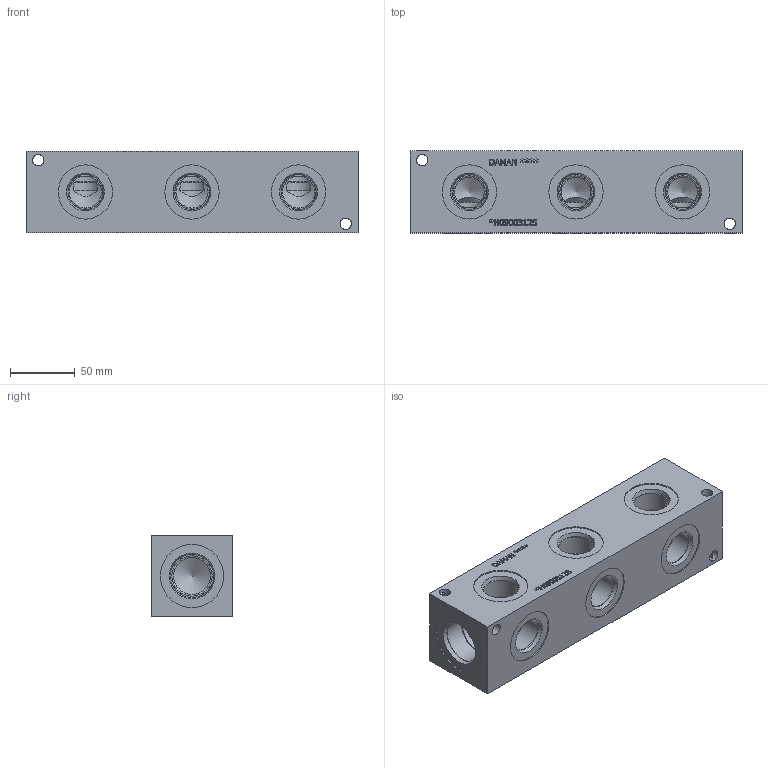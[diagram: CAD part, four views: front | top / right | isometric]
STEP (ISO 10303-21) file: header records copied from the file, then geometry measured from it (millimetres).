
FILE_DESCRIPTION(/* description */ (''),/* implementation_level */ '2;1');
FILE_NAME(/* name */ '_H0900312S.stp',/* time_stamp */ '2020-03-26T09:08:12-04:00',/* author */ ('devonn'),/* organization */ (''),/* preprocessor_version */ 'ST-DEVELOPER v17',/* originating_system */ 'Autodesk Inventor 2019',/* authorisation */ '');
FILE_SCHEMA (('AUTOMOTIVE_DESIGN { 1 0 10303 214 3 1 1 }'));
Length unit declared in the file: millimetre
Products named in the file (1): Part_AH0900312S_3D
Bounding box: 257.18 x 63.5 x 63.5 mm (x, y, z)
Volume: 878649.1 mm3; surface area: 96342.6 mm2
Topology: 1 solids, 1 shells, 415 faces, 1144 edges, 760 vertices
Faces by surface type: plane 231, bspline 110, cylinder 45, cone 29
Full cylindrical faces by diameter (mm): 8.738 x8, 26.99 x6, 27.432 x6, 28.575 x2, 31.267 x2, 33.34 x2, 33.757 x2, 42.037 x6, 49.124 x2
Entity records: 14174 total; most frequent: CARTESIAN_POINT 3844, ORIENTED_EDGE 2278, DIRECTION 1684, EDGE_CURVE 1139, VERTEX_POINT 760, LINE 736, VECTOR 736, AXIS2_PLACEMENT_3D 474
